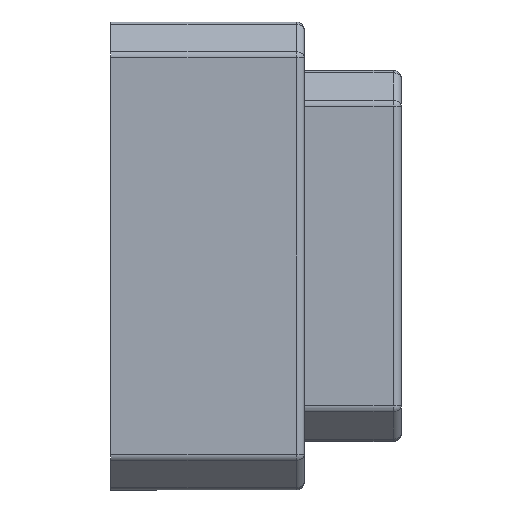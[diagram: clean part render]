
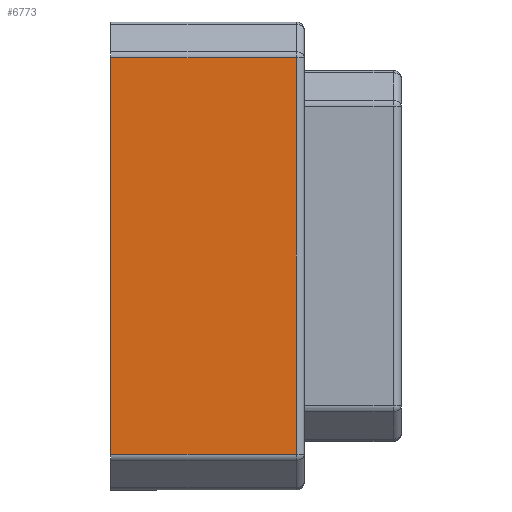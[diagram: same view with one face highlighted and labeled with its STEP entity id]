
A CAD part, left-side view. The second image highlights one B-rep face of the part: STEP entity #6773.
In plain terms, the highlighted planar face has unit normal (-1, 0, 0).
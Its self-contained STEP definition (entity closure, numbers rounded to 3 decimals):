
#10 = DIRECTION ( 'NONE',  ( -1., 0., 0. ) ) ;
#23 = EDGE_LOOP ( 'NONE', ( #8878, #970, #4687, #7669 ) ) ;
#209 = EDGE_CURVE ( 'NONE', #2491, #3472, #5511, .T. ) ;
#970 = ORIENTED_EDGE ( 'NONE', *, *, #7565, .T. ) ;
#1849 = CARTESIAN_POINT ( 'NONE',  ( -8., 6.5, 18.556 ) ) ;
#2175 = LINE ( 'NONE', #4774, #6893 ) ;
#2491 = VERTEX_POINT ( 'NONE', #7799 ) ;
#3472 = VERTEX_POINT ( 'NONE', #7060 ) ;
#3669 = LINE ( 'NONE', #7835, #8369 ) ;
#3745 = DIRECTION ( 'NONE',  ( 0., 1., 0. ) ) ;
#4581 = CARTESIAN_POINT ( 'NONE',  ( -8., 18., -6.237 ) ) ;
#4653 = EDGE_CURVE ( 'NONE', #13250, #2491, #8944, .T. ) ;
#4687 = ORIENTED_EDGE ( 'NONE', *, *, #4653, .T. ) ;
#4774 = CARTESIAN_POINT ( 'NONE',  ( -8., 18., 20.556 ) ) ;
#5511 = LINE ( 'NONE', #7872, #8377 ) ;
#6419 = EDGE_CURVE ( 'NONE', #3472, #9991, #2175, .T. ) ;
#6664 = CARTESIAN_POINT ( 'NONE',  ( -8., 6.5, -6.237 ) ) ;
#6773 = ADVANCED_FACE ( 'NONE', ( #12545 ), #11667, .T. ) ;
#6893 = VECTOR ( 'NONE', #13495, 1000. ) ;
#6949 = AXIS2_PLACEMENT_3D ( 'NONE', #9531, #10, #8588 ) ;
#7060 = CARTESIAN_POINT ( 'NONE',  ( -8., 18., 18.349 ) ) ;
#7565 = EDGE_CURVE ( 'NONE', #9991, #13250, #3669, .T. ) ;
#7669 = ORIENTED_EDGE ( 'NONE', *, *, #209, .T. ) ;
#7799 = CARTESIAN_POINT ( 'NONE',  ( -8., 6.5, 18.349 ) ) ;
#7835 = CARTESIAN_POINT ( 'NONE',  ( -8., 10., -6.237 ) ) ;
#7872 = CARTESIAN_POINT ( 'NONE',  ( -8., 10., 18.349 ) ) ;
#8369 = VECTOR ( 'NONE', #8857, 1000. ) ;
#8377 = VECTOR ( 'NONE', #3745, 1000. ) ;
#8588 = DIRECTION ( 'NONE',  ( 0., 0., 1. ) ) ;
#8857 = DIRECTION ( 'NONE',  ( 0., -1., 0. ) ) ;
#8878 = ORIENTED_EDGE ( 'NONE', *, *, #6419, .T. ) ;
#8944 = LINE ( 'NONE', #1849, #11444 ) ;
#9531 = CARTESIAN_POINT ( 'NONE',  ( -8., 10., 0. ) ) ;
#9991 = VERTEX_POINT ( 'NONE', #4581 ) ;
#10597 = DIRECTION ( 'NONE',  ( 0., 0., 1. ) ) ;
#11444 = VECTOR ( 'NONE', #10597, 1000. ) ;
#11667 = PLANE ( 'NONE',  #6949 ) ;
#12545 = FACE_OUTER_BOUND ( 'NONE', #23, .T. ) ;
#13250 = VERTEX_POINT ( 'NONE', #6664 ) ;
#13495 = DIRECTION ( 'NONE',  ( 0., 0., -1. ) ) ;
